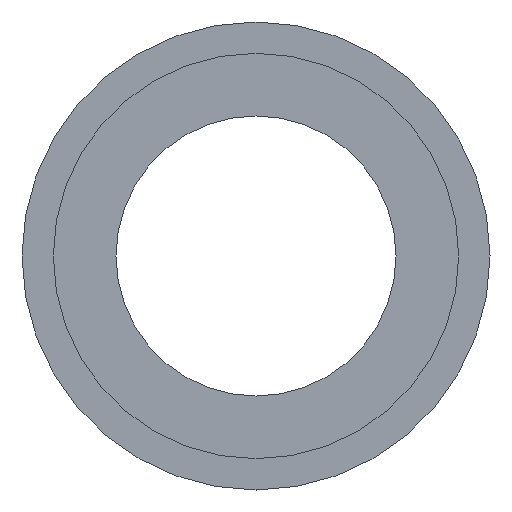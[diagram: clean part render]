
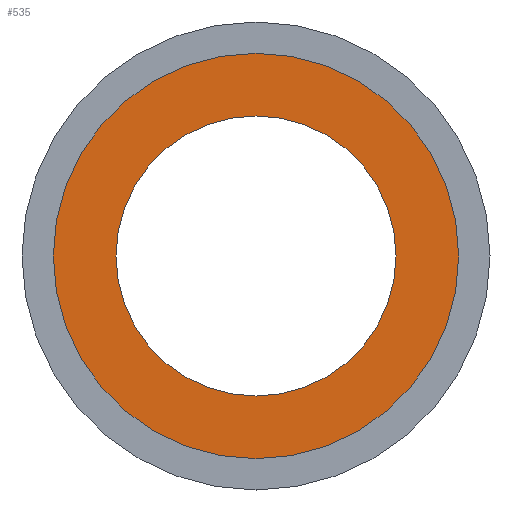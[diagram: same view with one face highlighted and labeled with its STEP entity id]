
A CAD part, front view. The second image highlights one B-rep face of the part: STEP entity #535.
In plain terms, the highlighted planar face has unit normal (0, -1, 0).
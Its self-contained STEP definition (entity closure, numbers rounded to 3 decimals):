
#21 = DIRECTION ( 'NONE',  ( 0., 1., 0. ) ) ;
#57 = ORIENTED_EDGE ( 'NONE', *, *, #581, .T. ) ;
#89 = CIRCLE ( 'NONE', #488, 9.5 ) ;
#98 = CARTESIAN_POINT ( 'NONE',  ( 0., 6.5, 0. ) ) ;
#103 = DIRECTION ( 'NONE',  ( 0., 1., 0. ) ) ;
#122 = FACE_BOUND ( 'NONE', #423, .T. ) ;
#132 = FACE_OUTER_BOUND ( 'NONE', #303, .T. ) ;
#134 = DIRECTION ( 'NONE',  ( -1., 0., 0. ) ) ;
#141 = DIRECTION ( 'NONE',  ( -1., 0., 0. ) ) ;
#153 = VERTEX_POINT ( 'NONE', #613 ) ;
#156 = DIRECTION ( 'NONE',  ( -1., 0., 0. ) ) ;
#167 = VERTEX_POINT ( 'NONE', #312 ) ;
#177 = CIRCLE ( 'NONE', #447, 9.5 ) ;
#186 = CIRCLE ( 'NONE', #605, 14.35 ) ;
#197 = CARTESIAN_POINT ( 'NONE',  ( 9.5, 6.5, 0. ) ) ;
#259 = DIRECTION ( 'NONE',  ( -1., 0., 0. ) ) ;
#280 = DIRECTION ( 'NONE',  ( -1., 0., 0. ) ) ;
#303 = EDGE_LOOP ( 'NONE', ( #387, #404 ) ) ;
#306 = EDGE_CURVE ( 'NONE', #402, #167, #177, .T. ) ;
#312 = CARTESIAN_POINT ( 'NONE',  ( -9.5, 6.5, 0. ) ) ;
#345 = ORIENTED_EDGE ( 'NONE', *, *, #306, .T. ) ;
#372 = EDGE_CURVE ( 'NONE', #440, #153, #186, .T. ) ;
#387 = ORIENTED_EDGE ( 'NONE', *, *, #477, .F. ) ;
#402 = VERTEX_POINT ( 'NONE', #479 ) ;
#404 = ORIENTED_EDGE ( 'NONE', *, *, #372, .F. ) ;
#412 = CARTESIAN_POINT ( 'NONE',  ( 14.35, 6.5, 0. ) ) ;
#423 = EDGE_LOOP ( 'NONE', ( #57, #345 ) ) ;
#440 = VERTEX_POINT ( 'NONE', #412 ) ;
#447 = AXIS2_PLACEMENT_3D ( 'NONE', #513, #103, #134 ) ;
#455 = AXIS2_PLACEMENT_3D ( 'NONE', #197, #550, #259 ) ;
#468 = DIRECTION ( 'NONE',  ( 0., 1., 0. ) ) ;
#477 = EDGE_CURVE ( 'NONE', #153, #440, #586, .T. ) ;
#479 = CARTESIAN_POINT ( 'NONE',  ( 9.5, 6.5, 0. ) ) ;
#488 = AXIS2_PLACEMENT_3D ( 'NONE', #98, #468, #280 ) ;
#490 = PLANE ( 'NONE',  #455 ) ;
#503 = DIRECTION ( 'NONE',  ( 0., 1., 0. ) ) ;
#506 = AXIS2_PLACEMENT_3D ( 'NONE', #521, #503, #156 ) ;
#513 = CARTESIAN_POINT ( 'NONE',  ( 0., 6.5, 0. ) ) ;
#515 = CARTESIAN_POINT ( 'NONE',  ( 0., 6.5, 0. ) ) ;
#521 = CARTESIAN_POINT ( 'NONE',  ( 0., 6.5, 0. ) ) ;
#535 = ADVANCED_FACE ( 'NONE', ( #132, #122 ), #490, .F. ) ;
#550 = DIRECTION ( 'NONE',  ( 0., 1., 0. ) ) ;
#581 = EDGE_CURVE ( 'NONE', #167, #402, #89, .T. ) ;
#586 = CIRCLE ( 'NONE', #506, 14.35 ) ;
#605 = AXIS2_PLACEMENT_3D ( 'NONE', #515, #21, #141 ) ;
#613 = CARTESIAN_POINT ( 'NONE',  ( -14.35, 6.5, 0. ) ) ;
